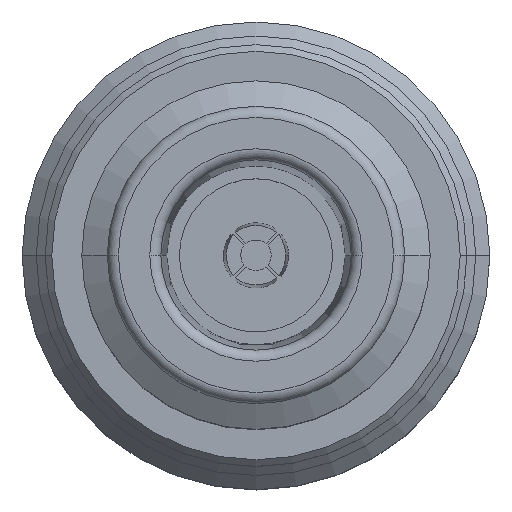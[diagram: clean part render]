
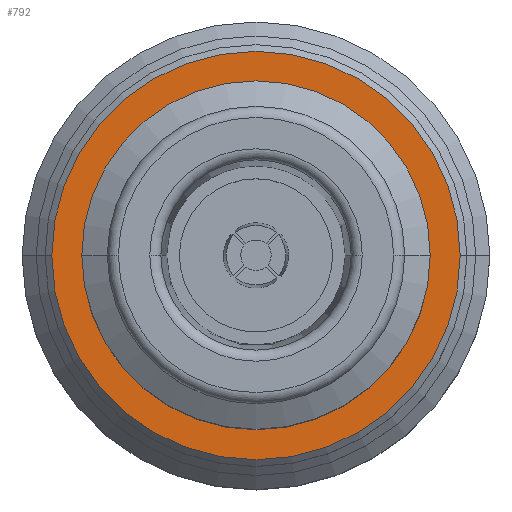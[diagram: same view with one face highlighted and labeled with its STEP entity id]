
A CAD part, top view. The second image highlights one B-rep face of the part: STEP entity #792.
In plain terms, the highlighted planar face has unit normal (0, 0, 1).
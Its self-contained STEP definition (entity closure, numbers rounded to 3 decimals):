
#99 = ORIENTED_EDGE ( 'NONE', *, *, #671, .F. ) ;
#319 = FACE_BOUND ( 'NONE', #3953, .T. ) ;
#326 = DIRECTION ( 'NONE',  ( 0., 0., 1. ) ) ;
#508 = CIRCLE ( 'NONE', #1268, 7.85 ) ;
#671 = EDGE_CURVE ( 'NONE', #719, #3789, #2581, .T. ) ;
#719 = VERTEX_POINT ( 'NONE', #1419 ) ;
#730 = CARTESIAN_POINT ( 'NONE',  ( 0., 0., -14.5 ) ) ;
#759 = ORIENTED_EDGE ( 'NONE', *, *, #2394, .F. ) ;
#769 = CIRCLE ( 'NONE', #2156, 9.2 ) ;
#783 = DIRECTION ( 'NONE',  ( 0., 0., 1. ) ) ;
#792 = ADVANCED_FACE ( 'NONE', ( #319, #3514 ), #811, .F. ) ;
#811 = PLANE ( 'NONE',  #1473 ) ;
#903 = DIRECTION ( 'NONE',  ( 0., 0., -1. ) ) ;
#1038 = EDGE_CURVE ( 'NONE', #2881, #3333, #3228, .T. ) ;
#1202 = AXIS2_PLACEMENT_3D ( 'NONE', #730, #783, #2451 ) ;
#1268 = AXIS2_PLACEMENT_3D ( 'NONE', #1895, #326, #2167 ) ;
#1419 = CARTESIAN_POINT ( 'NONE',  ( -7.85, 0., -14.5 ) ) ;
#1473 = AXIS2_PLACEMENT_3D ( 'NONE', #1752, #903, #2370 ) ;
#1543 = EDGE_CURVE ( 'NONE', #3333, #2881, #769, .T. ) ;
#1610 = EDGE_LOOP ( 'NONE', ( #2967, #2691 ) ) ;
#1681 = CARTESIAN_POINT ( 'NONE',  ( 0., 0., -14.5 ) ) ;
#1752 = CARTESIAN_POINT ( 'NONE',  ( 0., 7.85, -14.5 ) ) ;
#1895 = CARTESIAN_POINT ( 'NONE',  ( 0., 0., -14.5 ) ) ;
#1992 = AXIS2_PLACEMENT_3D ( 'NONE', #1681, #2643, #2677 ) ;
#2009 = DIRECTION ( 'NONE',  ( 0., 0., 1. ) ) ;
#2049 = CARTESIAN_POINT ( 'NONE',  ( 7.85, 0., -14.5 ) ) ;
#2156 = AXIS2_PLACEMENT_3D ( 'NONE', #2392, #2009, #3201 ) ;
#2167 = DIRECTION ( 'NONE',  ( 1., 0., 0. ) ) ;
#2370 = DIRECTION ( 'NONE',  ( -1., 0., 0. ) ) ;
#2392 = CARTESIAN_POINT ( 'NONE',  ( 0., 0., -14.5 ) ) ;
#2394 = EDGE_CURVE ( 'NONE', #3789, #719, #508, .T. ) ;
#2407 = CARTESIAN_POINT ( 'NONE',  ( 9.2, 0., -14.5 ) ) ;
#2413 = CARTESIAN_POINT ( 'NONE',  ( -9.2, 0., -14.5 ) ) ;
#2451 = DIRECTION ( 'NONE',  ( 1., 0., 0. ) ) ;
#2581 = CIRCLE ( 'NONE', #1202, 7.85 ) ;
#2643 = DIRECTION ( 'NONE',  ( 0., 0., 1. ) ) ;
#2677 = DIRECTION ( 'NONE',  ( 1., 0., 0. ) ) ;
#2691 = ORIENTED_EDGE ( 'NONE', *, *, #1038, .T. ) ;
#2881 = VERTEX_POINT ( 'NONE', #2407 ) ;
#2967 = ORIENTED_EDGE ( 'NONE', *, *, #1543, .T. ) ;
#3201 = DIRECTION ( 'NONE',  ( 1., 0., 0. ) ) ;
#3228 = CIRCLE ( 'NONE', #1992, 9.2 ) ;
#3333 = VERTEX_POINT ( 'NONE', #2413 ) ;
#3514 = FACE_OUTER_BOUND ( 'NONE', #1610, .T. ) ;
#3789 = VERTEX_POINT ( 'NONE', #2049 ) ;
#3953 = EDGE_LOOP ( 'NONE', ( #759, #99 ) ) ;
